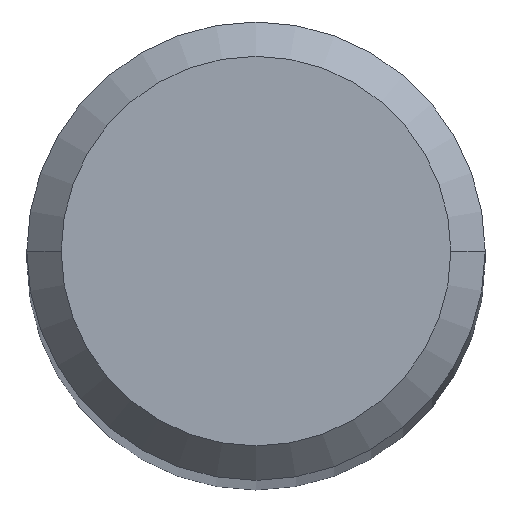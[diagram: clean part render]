
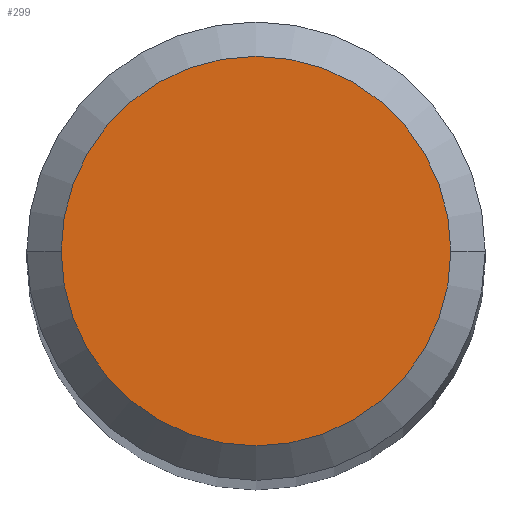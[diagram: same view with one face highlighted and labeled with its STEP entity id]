
A CAD part, top view. The second image highlights one B-rep face of the part: STEP entity #299.
In plain terms, the highlighted planar face has unit normal (0, 0, 1).
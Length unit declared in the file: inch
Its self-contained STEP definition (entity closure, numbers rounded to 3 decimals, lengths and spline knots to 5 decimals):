
#23 = EDGE_LOOP ( 'NONE', ( #274, #45 ) ) ;
#32 = DIRECTION ( 'NONE',  ( 1., 0., 0. ) ) ;
#45 = ORIENTED_EDGE ( 'NONE', *, *, #59, .T. ) ;
#49 = VERTEX_POINT ( 'NONE', #442 ) ;
#59 = EDGE_CURVE ( 'NONE', #49, #260, #195, .T. ) ;
#63 = CARTESIAN_POINT ( 'NONE',  ( -0.05019, 0., 0. ) ) ;
#109 = DIRECTION ( 'NONE',  ( 0., 0., 1. ) ) ;
#120 = AXIS2_PLACEMENT_3D ( 'NONE', #430, #136, #242 ) ;
#136 = DIRECTION ( 'NONE',  ( 0., 0., -1. ) ) ;
#150 = AXIS2_PLACEMENT_3D ( 'NONE', #290, #109, #285 ) ;
#195 = CIRCLE ( 'NONE', #150, 0.05019 ) ;
#206 = PLANE ( 'NONE',  #120 ) ;
#213 = CARTESIAN_POINT ( 'NONE',  ( 0., 0., 0. ) ) ;
#242 = DIRECTION ( 'NONE',  ( -1., 0., 0. ) ) ;
#260 = VERTEX_POINT ( 'NONE', #63 ) ;
#274 = ORIENTED_EDGE ( 'NONE', *, *, #481, .T. ) ;
#282 = FACE_OUTER_BOUND ( 'NONE', #23, .T. ) ;
#285 = DIRECTION ( 'NONE',  ( 1., 0., 0. ) ) ;
#290 = CARTESIAN_POINT ( 'NONE',  ( 0., 0., 0. ) ) ;
#299 = ADVANCED_FACE ( 'NONE', ( #282 ), #206, .F. ) ;
#370 = DIRECTION ( 'NONE',  ( 0., 0., 1. ) ) ;
#414 = CIRCLE ( 'NONE', #426, 0.05019 ) ;
#426 = AXIS2_PLACEMENT_3D ( 'NONE', #213, #370, #32 ) ;
#430 = CARTESIAN_POINT ( 'NONE',  ( 0., 0., 0. ) ) ;
#442 = CARTESIAN_POINT ( 'NONE',  ( 0.05019, 0., 0. ) ) ;
#481 = EDGE_CURVE ( 'NONE', #260, #49, #414, .T. ) ;
